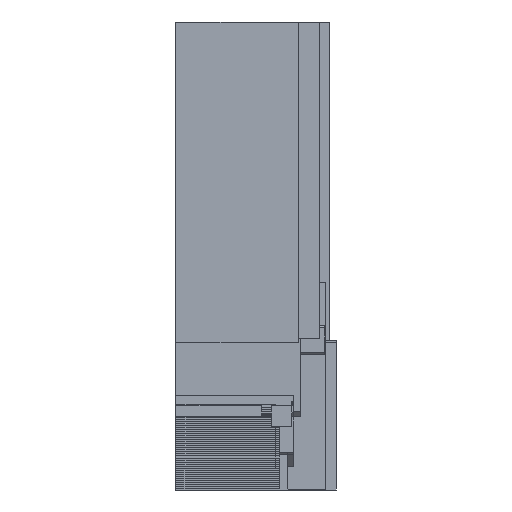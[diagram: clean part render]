
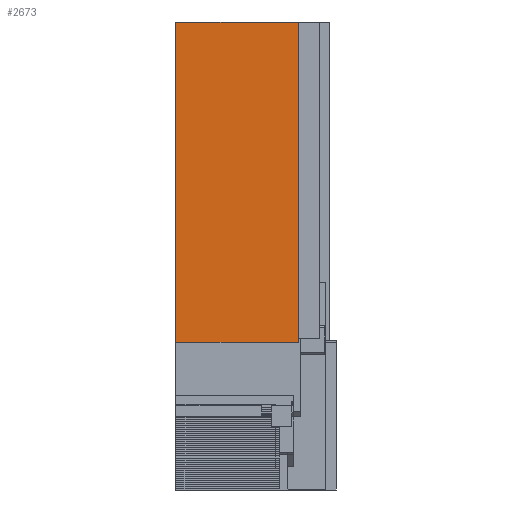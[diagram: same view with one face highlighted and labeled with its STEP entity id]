
A CAD part, left-side view. The second image highlights one B-rep face of the part: STEP entity #2673.
In plain terms, the highlighted planar face has unit normal (-1, 0, 0).
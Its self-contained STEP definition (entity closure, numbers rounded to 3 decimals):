
#2673=ADVANCED_FACE('',(#4814),#4815,.F.);
#4814=FACE_OUTER_BOUND('',#7158,.T.);
#4815=PLANE('',#7159);
#7158=EDGE_LOOP('',(#11445,#11446,#11447,#11448));
#7159=AXIS2_PLACEMENT_3D('',#11449,#11450,#11451);
#11445=ORIENTED_EDGE('',*,*,#13219,.F.);
#11446=ORIENTED_EDGE('',*,*,#13989,.F.);
#11447=ORIENTED_EDGE('',*,*,#12724,.T.);
#11448=ORIENTED_EDGE('',*,*,#12416,.T.);
#11449=CARTESIAN_POINT('',(420.,-10.013,985.));
#11450=DIRECTION('',(1.0,0.0,0.));
#11451=DIRECTION('',(0.0,1.0,0.0));
#12416=EDGE_CURVE('',#14371,#14368,#14372,.T.);
#12724=EDGE_CURVE('',#14889,#14371,#14892,.T.);
#13219=EDGE_CURVE('',#15654,#14368,#15656,.T.);
#13989=EDGE_CURVE('',#14889,#15654,#16646,.T.);
#14368=VERTEX_POINT('',#17115);
#14371=VERTEX_POINT('',#17119);
#14372=LINE('',#17120,#17121);
#14889=VERTEX_POINT('',#17870);
#14892=LINE('',#17875,#17876);
#15654=VERTEX_POINT('',#18994);
#15656=LINE('',#18997,#18998);
#16646=LINE('',#20448,#20449);
#17115=CARTESIAN_POINT('',(420.,-10.013,205.0));
#17119=CARTESIAN_POINT('',(420.,287.516,205.0));
#17120=CARTESIAN_POINT('',(420.,287.516,205.0));
#17121=VECTOR('',#20769,1.0);
#17870=CARTESIAN_POINT('',(420.,287.516,985.));
#17875=CARTESIAN_POINT('',(420.,287.516,985.));
#17876=VECTOR('',#21004,1.0);
#18994=CARTESIAN_POINT('',(420.,-10.013,985.));
#18997=CARTESIAN_POINT('',(420.,-10.013,985.));
#18998=VECTOR('',#21362,1.0);
#20448=CARTESIAN_POINT('',(420.,287.516,985.));
#20449=VECTOR('',#21823,1.0);
#20769=DIRECTION('',(0.,-1.0,0.));
#21004=DIRECTION('',(0.,0.0,-1.0));
#21362=DIRECTION('',(0.,0.0,-1.0));
#21823=DIRECTION('',(0.0,-1.0,0.0));
